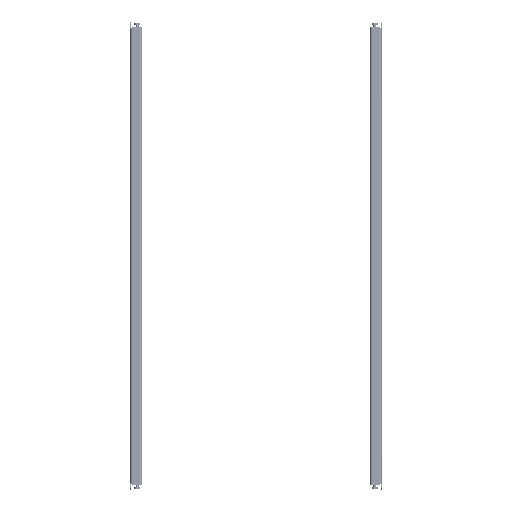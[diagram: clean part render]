
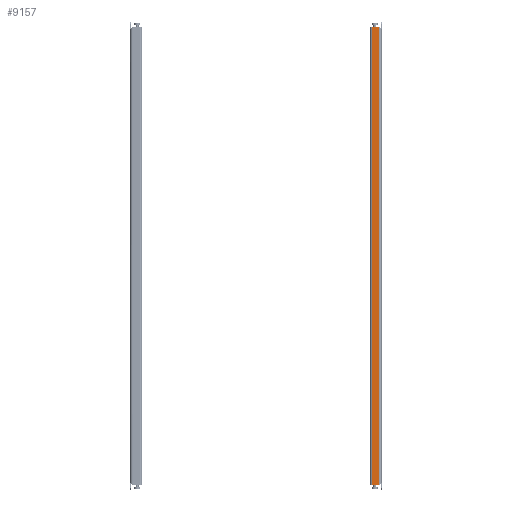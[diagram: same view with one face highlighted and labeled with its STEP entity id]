
A CAD part, front view. The second image highlights one B-rep face of the part: STEP entity #9157.
In plain terms, the highlighted planar face has unit normal (0, -1, 0).
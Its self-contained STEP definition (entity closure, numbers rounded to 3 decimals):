
#28 = VERTEX_POINT ( 'NONE', #7077 ) ;
#3672 = CARTESIAN_POINT ( 'NONE',  ( 0., -49., 0. ) ) ;
#5279 = VECTOR ( 'NONE', #53112, 1000. ) ;
#5476 = EDGE_LOOP ( 'NONE', ( #48858, #42548, #9559, #10554 ) ) ;
#5495 = EDGE_CURVE ( 'NONE', #10159, #36738, #16589, .T. ) ;
#7077 = CARTESIAN_POINT ( 'NONE',  ( 417.4, -49., -17. ) ) ;
#7349 = PLANE ( 'NONE',  #28841 ) ;
#8032 = DIRECTION ( 'NONE',  ( 1., 0., 0. ) ) ;
#9157 = ADVANCED_FACE ( 'NONE', ( #29455 ), #7349, .F. ) ;
#9216 = DIRECTION ( 'NONE',  ( 0., 0., -1. ) ) ;
#9559 = ORIENTED_EDGE ( 'NONE', *, *, #5495, .F. ) ;
#10159 = VERTEX_POINT ( 'NONE', #47569 ) ;
#10554 = ORIENTED_EDGE ( 'NONE', *, *, #54722, .T. ) ;
#16589 = LINE ( 'NONE', #23774, #5279 ) ;
#16682 = CARTESIAN_POINT ( 'NONE',  ( 417.4, -49., -4. ) ) ;
#18791 = EDGE_CURVE ( 'NONE', #34404, #28, #48532, .T. ) ;
#19115 = VECTOR ( 'NONE', #24120, 1000. ) ;
#21372 = VECTOR ( 'NONE', #8032, 1000. ) ;
#22469 = CARTESIAN_POINT ( 'NONE',  ( -417.4, -49., -17. ) ) ;
#23774 = CARTESIAN_POINT ( 'NONE',  ( 413.4, -49., -4. ) ) ;
#24072 = DIRECTION ( 'NONE',  ( 0., 0., 1. ) ) ;
#24120 = DIRECTION ( 'NONE',  ( 0., 0., -1. ) ) ;
#24259 = DIRECTION ( 'NONE',  ( 0., 1., 0. ) ) ;
#26458 = CARTESIAN_POINT ( 'NONE',  ( 417.4, -49., -4. ) ) ;
#28608 = VECTOR ( 'NONE', #9216, 1000. ) ;
#28841 = AXIS2_PLACEMENT_3D ( 'NONE', #3672, #24259, #24072 ) ;
#29455 = FACE_OUTER_BOUND ( 'NONE', #5476, .T. ) ;
#31783 = EDGE_CURVE ( 'NONE', #36738, #28, #48477, .T. ) ;
#33130 = CARTESIAN_POINT ( 'NONE',  ( -417.4, -49., -17. ) ) ;
#34404 = VERTEX_POINT ( 'NONE', #22469 ) ;
#36559 = CARTESIAN_POINT ( 'NONE',  ( -417.4, -49., -4. ) ) ;
#36738 = VERTEX_POINT ( 'NONE', #26458 ) ;
#42548 = ORIENTED_EDGE ( 'NONE', *, *, #31783, .F. ) ;
#45001 = LINE ( 'NONE', #36559, #19115 ) ;
#47569 = CARTESIAN_POINT ( 'NONE',  ( -417.4, -49., -4. ) ) ;
#48477 = LINE ( 'NONE', #16682, #28608 ) ;
#48532 = LINE ( 'NONE', #33130, #21372 ) ;
#48858 = ORIENTED_EDGE ( 'NONE', *, *, #18791, .T. ) ;
#53112 = DIRECTION ( 'NONE',  ( 1., 0., 0. ) ) ;
#54722 = EDGE_CURVE ( 'NONE', #10159, #34404, #45001, .T. ) ;
